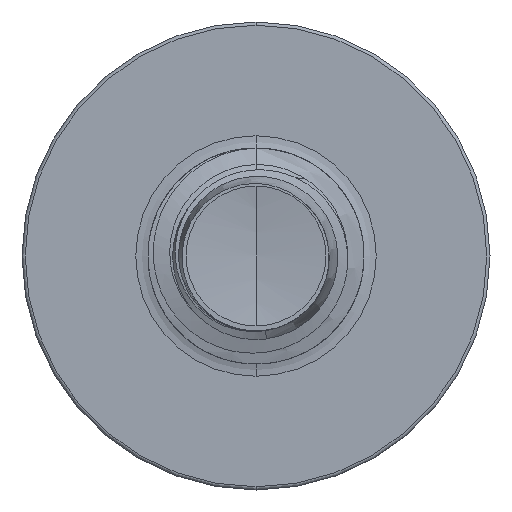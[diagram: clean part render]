
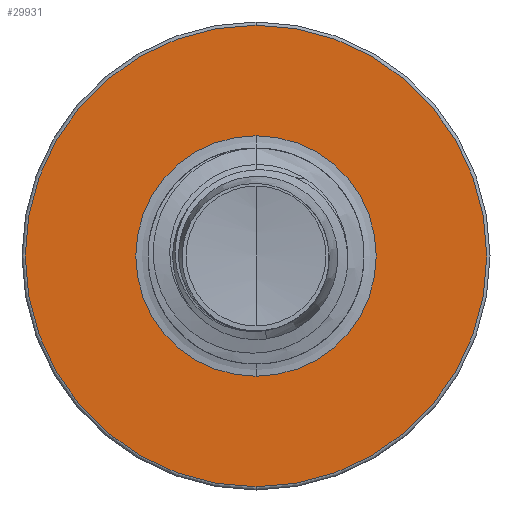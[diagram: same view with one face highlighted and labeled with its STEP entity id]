
A CAD part, front view. The second image highlights one B-rep face of the part: STEP entity #29931.
In plain terms, the highlighted planar face has unit normal (0, -1, 0).
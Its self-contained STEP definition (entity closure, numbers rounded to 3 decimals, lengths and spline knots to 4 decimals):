
#1932 = DIRECTION ( 'NONE',  ( 0., 1., 0. ) ) ;
#3417 = CIRCLE ( 'NONE', #12756, 1.6704 ) ;
#5081 = EDGE_CURVE ( 'NONE', #11005, #30372, #34032, .T. ) ;
#5349 = CARTESIAN_POINT ( 'NONE',  ( 0., 16., -1.6704 ) ) ;
#5986 = AXIS2_PLACEMENT_3D ( 'NONE', #5349, #10568, #30834 ) ;
#6763 = FACE_BOUND ( 'NONE', #25317, .T. ) ;
#7869 = DIRECTION ( 'NONE',  ( 0., 1., 0. ) ) ;
#8590 = DIRECTION ( 'NONE',  ( 0., 1., 0. ) ) ;
#8922 = CARTESIAN_POINT ( 'NONE',  ( 0., 16., 0. ) ) ;
#9244 = ORIENTED_EDGE ( 'NONE', *, *, #13853, .T. ) ;
#10568 = DIRECTION ( 'NONE',  ( 0., 1., 0. ) ) ;
#11005 = VERTEX_POINT ( 'NONE', #26256 ) ;
#11776 = DIRECTION ( 'NONE',  ( 0., 0., 1. ) ) ;
#11974 = EDGE_LOOP ( 'NONE', ( #22925, #27493 ) ) ;
#12756 = AXIS2_PLACEMENT_3D ( 'NONE', #18886, #1932, #21725 ) ;
#13853 = EDGE_CURVE ( 'NONE', #22977, #22040, #3417, .T. ) ;
#14338 = FACE_OUTER_BOUND ( 'NONE', #11974, .T. ) ;
#16026 = CARTESIAN_POINT ( 'NONE',  ( 0., 16., -1.6704 ) ) ;
#18294 = CIRCLE ( 'NONE', #23262, 1.6704 ) ;
#18383 = AXIS2_PLACEMENT_3D ( 'NONE', #24824, #7869, #27659 ) ;
#18886 = CARTESIAN_POINT ( 'NONE',  ( 0., 16., 0. ) ) ;
#19734 = AXIS2_PLACEMENT_3D ( 'NONE', #25531, #8590, #28380 ) ;
#21725 = DIRECTION ( 'NONE',  ( 0., 0., 1. ) ) ;
#22040 = VERTEX_POINT ( 'NONE', #32154 ) ;
#22925 = ORIENTED_EDGE ( 'NONE', *, *, #32329, .F. ) ;
#22977 = VERTEX_POINT ( 'NONE', #16026 ) ;
#23262 = AXIS2_PLACEMENT_3D ( 'NONE', #8922, #28695, #11776 ) ;
#24456 = CIRCLE ( 'NONE', #19734, 3.205 ) ;
#24824 = CARTESIAN_POINT ( 'NONE',  ( 0., 16., 0. ) ) ;
#25317 = EDGE_LOOP ( 'NONE', ( #30119, #9244 ) ) ;
#25531 = CARTESIAN_POINT ( 'NONE',  ( 0., 16., 0. ) ) ;
#26256 = CARTESIAN_POINT ( 'NONE',  ( 0., 16., -3.205 ) ) ;
#27349 = EDGE_CURVE ( 'NONE', #22040, #22977, #18294, .T. ) ;
#27493 = ORIENTED_EDGE ( 'NONE', *, *, #5081, .F. ) ;
#27659 = DIRECTION ( 'NONE',  ( 0., 0., 1. ) ) ;
#27990 = PLANE ( 'NONE',  #5986 ) ;
#28380 = DIRECTION ( 'NONE',  ( 0., 0., 1. ) ) ;
#28695 = DIRECTION ( 'NONE',  ( 0., 1., 0. ) ) ;
#28719 = CARTESIAN_POINT ( 'NONE',  ( 0., 16., 3.205 ) ) ;
#29931 = ADVANCED_FACE ( 'NONE', ( #14338, #6763 ), #27990, .F. ) ;
#30119 = ORIENTED_EDGE ( 'NONE', *, *, #27349, .T. ) ;
#30372 = VERTEX_POINT ( 'NONE', #28719 ) ;
#30834 = DIRECTION ( 'NONE',  ( 0., 0., 1. ) ) ;
#32154 = CARTESIAN_POINT ( 'NONE',  ( 0., 16., 1.6704 ) ) ;
#32329 = EDGE_CURVE ( 'NONE', #30372, #11005, #24456, .T. ) ;
#34032 = CIRCLE ( 'NONE', #18383, 3.205 ) ;
